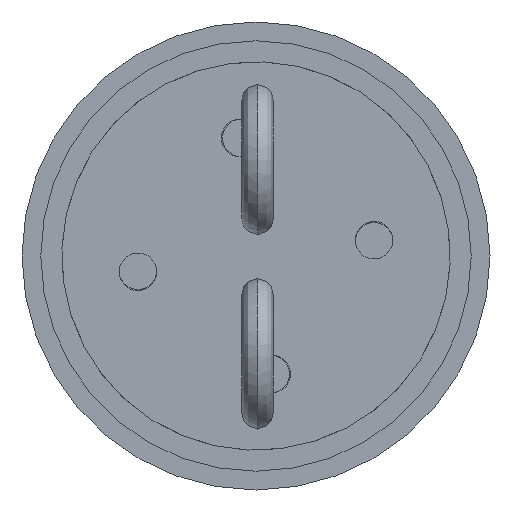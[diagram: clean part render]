
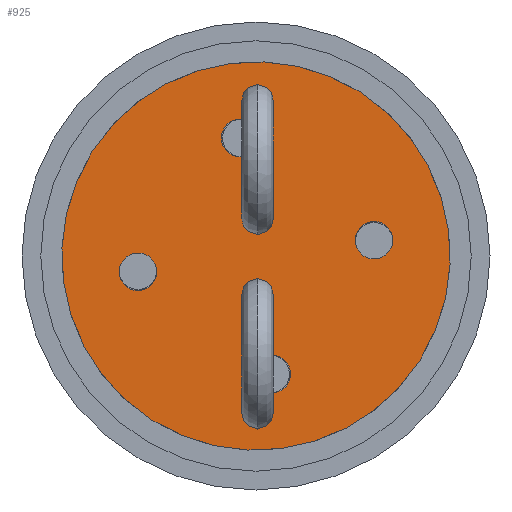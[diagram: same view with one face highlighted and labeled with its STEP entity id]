
A CAD part, front view. The second image highlights one B-rep face of the part: STEP entity #925.
In plain terms, the highlighted planar face has unit normal (0, -1, 0).
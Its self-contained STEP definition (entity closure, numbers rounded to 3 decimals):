
#26=PLANE('',#1040);
#72=B_SPLINE_CURVE_WITH_KNOTS('',3,(#3582,#3583,#3584,#3585,#3586,#3587),
 .UNSPECIFIED.,.F.,.F.,(4,2,4),(-0.001,0.,
0.),.UNSPECIFIED.);
#81=B_SPLINE_CURVE_WITH_KNOTS('',3,(#3684,#3685,#3686,#3687,#3688,#3689,
#3690,#3691,#3692,#3693,#3694,#3695,#3696,#3697),.UNSPECIFIED.,.F.,.F.,
(4,2,2,2,2,2,4),(-0.106,-0.091,-0.075,
-0.053,-0.031,-0.014,0.),
 .UNSPECIFIED.);
#83=B_SPLINE_CURVE_WITH_KNOTS('',3,(#4510,#4511,#4512,#4513,#4514,#4515,
#4516,#4517,#4518,#4519,#4520,#4521,#4522,#4523,#4524,#4525,#4526,#4527,
#4528,#4529,#4530,#4531),.UNSPECIFIED.,.F.,.F.,(4,2,2,2,2,2,2,2,2,2,4),
(-0.189,-0.174,-0.156,-0.134,
-0.114,-0.095,-0.075,-0.055,
-0.034,-0.015,0.),
 .UNSPECIFIED.);
#86=B_SPLINE_CURVE_WITH_KNOTS('',3,(#5661,#5662,#5663,#5664,#5665,#5666,
#5667,#5668,#5669,#5670,#5671,#5672,#5673),.UNSPECIFIED.,.F.,.F.,(4,3,3,
3,4),(0.,0.001,0.001,0.002,
0.002),.UNSPECIFIED.);
#98=B_SPLINE_CURVE_WITH_KNOTS('',3,(#6720,#6721,#6722,#6723,#6724,#6725,
#6726),.UNSPECIFIED.,.F.,.F.,(4,3,4),(0.002,0.003,
0.003),.UNSPECIFIED.);
#159=FACE_BOUND('',#321,.T.);
#160=FACE_BOUND('',#322,.T.);
#161=FACE_BOUND('',#323,.T.);
#162=FACE_BOUND('',#324,.T.);
#217=FACE_OUTER_BOUND('',#320,.T.);
#320=EDGE_LOOP('',(#792));
#321=EDGE_LOOP('',(#793,#794,#795));
#322=EDGE_LOOP('',(#796,#797,#798,#799));
#323=EDGE_LOOP('',(#800));
#324=EDGE_LOOP('',(#801));
#380=CIRCLE('',#994,0.762);
#382=CIRCLE('',#997,0.762);
#385=CIRCLE('',#1001,7.874);
#386=CIRCLE('',#1003,0.762);
#398=CIRCLE('',#1020,0.762);
#452=VERTEX_POINT('',#2738);
#454=VERTEX_POINT('',#2743);
#457=VERTEX_POINT('',#2750);
#458=VERTEX_POINT('',#2753);
#459=VERTEX_POINT('',#2754);
#464=VERTEX_POINT('',#3526);
#473=VERTEX_POINT('',#3683);
#482=VERTEX_POINT('',#4559);
#483=VERTEX_POINT('',#4560);
#492=VERTEX_POINT('',#5433);
#547=EDGE_CURVE('',#452,#452,#380,.T.);
#549=EDGE_CURVE('',#454,#454,#382,.T.);
#552=EDGE_CURVE('',#457,#457,#385,.T.);
#553=EDGE_CURVE('',#458,#459,#386,.T.);
#559=EDGE_CURVE('',#464,#459,#72,.T.);
#569=EDGE_CURVE('',#458,#473,#81,.T.);
#572=EDGE_CURVE('',#473,#464,#83,.T.);
#582=EDGE_CURVE('',#482,#483,#398,.T.);
#592=EDGE_CURVE('',#483,#492,#86,.T.);
#608=EDGE_CURVE('',#492,#482,#98,.T.);
#792=ORIENTED_EDGE('',*,*,#552,.F.);
#793=ORIENTED_EDGE('',*,*,#582,.T.);
#794=ORIENTED_EDGE('',*,*,#592,.T.);
#795=ORIENTED_EDGE('',*,*,#608,.T.);
#796=ORIENTED_EDGE('',*,*,#569,.F.);
#797=ORIENTED_EDGE('',*,*,#553,.T.);
#798=ORIENTED_EDGE('',*,*,#559,.F.);
#799=ORIENTED_EDGE('',*,*,#572,.F.);
#800=ORIENTED_EDGE('',*,*,#547,.T.);
#801=ORIENTED_EDGE('',*,*,#549,.T.);
#925=ADVANCED_FACE('',(#217,#159,#160,#161,#162),#26,.F.);
#994=AXIS2_PLACEMENT_3D('',#2739,#1160,#1161);
#997=AXIS2_PLACEMENT_3D('',#2744,#1166,#1167);
#1001=AXIS2_PLACEMENT_3D('',#2751,#1174,#1175);
#1003=AXIS2_PLACEMENT_3D('',#2755,#1178,#1179);
#1020=AXIS2_PLACEMENT_3D('',#4561,#1214,#1215);
#1040=AXIS2_PLACEMENT_3D('',#6797,#1258,#1259);
#1160=DIRECTION('center_axis',(0.,1.,0.));
#1161=DIRECTION('ref_axis',(0.991,0.,0.133));
#1166=DIRECTION('center_axis',(0.,1.,0.));
#1167=DIRECTION('ref_axis',(0.991,0.,0.133));
#1174=DIRECTION('center_axis',(0.,1.,0.));
#1175=DIRECTION('ref_axis',(0.991,0.,0.133));
#1178=DIRECTION('center_axis',(0.,1.,0.));
#1179=DIRECTION('ref_axis',(0.991,0.,0.133));
#1214=DIRECTION('center_axis',(0.,1.,0.));
#1215=DIRECTION('ref_axis',(0.991,0.,0.133));
#1258=DIRECTION('center_axis',(0.,1.,0.));
#1259=DIRECTION('ref_axis',(0.991,0.,0.133));
#2738=CARTESIAN_POINT('',(-4.092,-71.688,-0.512));
#2739=CARTESIAN_POINT('Origin',(-4.847,-71.688,-0.613));
#2743=CARTESIAN_POINT('',(5.475,-71.688,0.768));
#2744=CARTESIAN_POINT('Origin',(4.72,-71.688,0.666));
#2750=CARTESIAN_POINT('',(-7.868,-71.688,-1.018));
#2751=CARTESIAN_POINT('Origin',(-0.064,-71.688,0.026));
#2753=CARTESIAN_POINT('',(-0.621,-71.688,4.052));
#2754=CARTESIAN_POINT('',(-0.007,-71.688,4.5));
#2755=CARTESIAN_POINT('Origin',(-0.703,-71.688,4.81));
#3526=CARTESIAN_POINT('',(0.,-71.688,4.5));
#3582=CARTESIAN_POINT('Ctrl Pts',(0.,-71.688,
4.5));
#3583=CARTESIAN_POINT('Ctrl Pts',(-0.001,-71.688,
4.5));
#3584=CARTESIAN_POINT('Ctrl Pts',(-0.002,-71.688,
4.5));
#3585=CARTESIAN_POINT('Ctrl Pts',(-0.005,-71.688,
4.5));
#3586=CARTESIAN_POINT('Ctrl Pts',(-0.006,-71.688,
4.5));
#3587=CARTESIAN_POINT('Ctrl Pts',(-0.007,-71.688,
4.5));
#3683=CARTESIAN_POINT('',(0.,-71.688,3.373));
#3684=CARTESIAN_POINT('Ctrl Pts',(-0.621,-71.688,
4.052));
#3685=CARTESIAN_POINT('Ctrl Pts',(-0.633,-71.688,
4.001));
#3686=CARTESIAN_POINT('Ctrl Pts',(-0.638,-71.688,3.949));
#3687=CARTESIAN_POINT('Ctrl Pts',(-0.629,-71.688,3.845));
#3688=CARTESIAN_POINT('Ctrl Pts',(-0.617,-71.688,
3.795));
#3689=CARTESIAN_POINT('Ctrl Pts',(-0.57,-71.688,
3.679));
#3690=CARTESIAN_POINT('Ctrl Pts',(-0.53,-71.688,3.618));
#3691=CARTESIAN_POINT('Ctrl Pts',(-0.428,-71.688,
3.515));
#3692=CARTESIAN_POINT('Ctrl Pts',(-0.368,-71.688,
3.473));
#3693=CARTESIAN_POINT('Ctrl Pts',(-0.252,-71.688,
3.417));
#3694=CARTESIAN_POINT('Ctrl Pts',(-0.197,-71.688,3.399));
#3695=CARTESIAN_POINT('Ctrl Pts',(-0.095,-71.688,
3.378));
#3696=CARTESIAN_POINT('Ctrl Pts',(-0.047,-71.688,
3.373));
#3697=CARTESIAN_POINT('Ctrl Pts',(0.,-71.688,
3.373));
#4510=CARTESIAN_POINT('Ctrl Pts',(0.,-71.688,
3.373));
#4511=CARTESIAN_POINT('Ctrl Pts',(0.05,-71.688,
3.373));
#4512=CARTESIAN_POINT('Ctrl Pts',(0.1,-71.688,3.378));
#4513=CARTESIAN_POINT('Ctrl Pts',(0.209,-71.688,3.402));
#4514=CARTESIAN_POINT('Ctrl Pts',(0.267,-71.688,3.422));
#4515=CARTESIAN_POINT('Ctrl Pts',(0.384,-71.688,3.483));
#4516=CARTESIAN_POINT('Ctrl Pts',(0.442,-71.688,3.527));
#4517=CARTESIAN_POINT('Ctrl Pts',(0.536,-71.688,3.628));
#4518=CARTESIAN_POINT('Ctrl Pts',(0.573,-71.688,3.684));
#4519=CARTESIAN_POINT('Ctrl Pts',(0.622,-71.688,3.806));
#4520=CARTESIAN_POINT('Ctrl Pts',(0.635,-71.688,3.87));
#4521=CARTESIAN_POINT('Ctrl Pts',(0.635,-71.688,4.));
#4522=CARTESIAN_POINT('Ctrl Pts',(0.623,-71.688,4.064));
#4523=CARTESIAN_POINT('Ctrl Pts',(0.574,-71.688,4.186));
#4524=CARTESIAN_POINT('Ctrl Pts',(0.538,-71.688,4.242));
#4525=CARTESIAN_POINT('Ctrl Pts',(0.445,-71.688,4.344));
#4526=CARTESIAN_POINT('Ctrl Pts',(0.387,-71.688,4.388));
#4527=CARTESIAN_POINT('Ctrl Pts',(0.269,-71.688,4.45));
#4528=CARTESIAN_POINT('Ctrl Pts',(0.211,-71.688,4.471));
#4529=CARTESIAN_POINT('Ctrl Pts',(0.101,-71.688,4.495));
#4530=CARTESIAN_POINT('Ctrl Pts',(0.051,-71.688,
4.5));
#4531=CARTESIAN_POINT('Ctrl Pts',(0.,-71.688,4.5));
#4559=CARTESIAN_POINT('',(0.632,-71.688,-3.997));
#4560=CARTESIAN_POINT('',(-0.158,-71.688,-4.555));
#4561=CARTESIAN_POINT('Origin',(0.576,-71.688,-4.757));
#5433=CARTESIAN_POINT('',(0.,-71.688,-3.295));
#5661=CARTESIAN_POINT('Ctrl Pts',(-0.158,-71.688,
-4.555));
#5662=CARTESIAN_POINT('Ctrl Pts',(-0.307,-71.688,
-4.516));
#5663=CARTESIAN_POINT('Ctrl Pts',(-0.44,-71.688,
-4.422));
#5664=CARTESIAN_POINT('Ctrl Pts',(-0.526,-71.688,
-4.294));
#5665=CARTESIAN_POINT('Ctrl Pts',(-0.612,-71.688,
-4.166));
#5666=CARTESIAN_POINT('Ctrl Pts',(-0.649,-71.688,
-4.009));
#5667=CARTESIAN_POINT('Ctrl Pts',(-0.63,-71.688,
-3.855));
#5668=CARTESIAN_POINT('Ctrl Pts',(-0.611,-71.688,
-3.702));
#5669=CARTESIAN_POINT('Ctrl Pts',(-0.536,-71.688,
-3.558));
#5670=CARTESIAN_POINT('Ctrl Pts',(-0.421,-71.688,
-3.456));
#5671=CARTESIAN_POINT('Ctrl Pts',(-0.306,-71.688,
-3.354));
#5672=CARTESIAN_POINT('Ctrl Pts',(-0.153,-71.688,
-3.295));
#5673=CARTESIAN_POINT('Ctrl Pts',(0.,-71.688,
-3.295));
#6720=CARTESIAN_POINT('Ctrl Pts',(0.,-71.688,-3.295));
#6721=CARTESIAN_POINT('Ctrl Pts',(0.177,-71.688,-3.295));
#6722=CARTESIAN_POINT('Ctrl Pts',(0.352,-71.688,-3.374));
#6723=CARTESIAN_POINT('Ctrl Pts',(0.471,-71.688,-3.506));
#6724=CARTESIAN_POINT('Ctrl Pts',(0.589,-71.688,-3.638));
#6725=CARTESIAN_POINT('Ctrl Pts',(0.649,-71.688,-3.821));
#6726=CARTESIAN_POINT('Ctrl Pts',(0.632,-71.688,-3.997));
#6797=CARTESIAN_POINT('Origin',(-0.064,-71.688,0.026));
